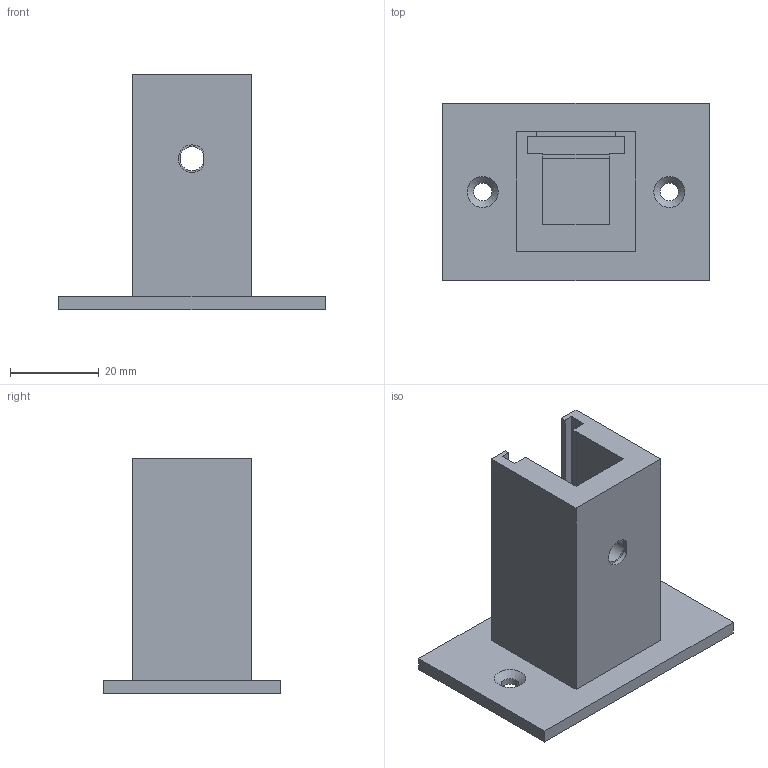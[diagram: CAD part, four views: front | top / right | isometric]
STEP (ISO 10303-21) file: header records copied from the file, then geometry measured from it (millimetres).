
FILE_DESCRIPTION(('FreeCAD Model'),'2;1');
FILE_NAME('Open CASCADE Shape Model','2024-05-15T13:47:18',('Author'),( ''),'Open CASCADE STEP processor 7.6','FreeCAD','Unknown');
FILE_SCHEMA(('AUTOMOTIVE_DESIGN { 1 0 10303 214 1 1 1 1 }'));
Length unit declared in the file: millimetre
Products named in the file (1): Cuvette Holder002
Bounding box: 60 x 40 x 53 mm (x, y, z)
Volume: 28853.3 mm3; surface area: 13768.1 mm2
Topology: 1 solids, 1 shells, 36 faces, 93 edges, 60 vertices
Faces by surface type: plane 29, cylinder 4, cone 3
Full cylindrical faces by diameter (mm): 4 x2, 5.4 x1
Entity records: 2293 total; most frequent: CARTESIAN_POINT 408, DIRECTION 332, LINE 228, VECTOR 228, ORIENTED_EDGE 186, PCURVE 186, DEFINITIONAL_REPRESENTATION 186, EDGE_CURVE 93
